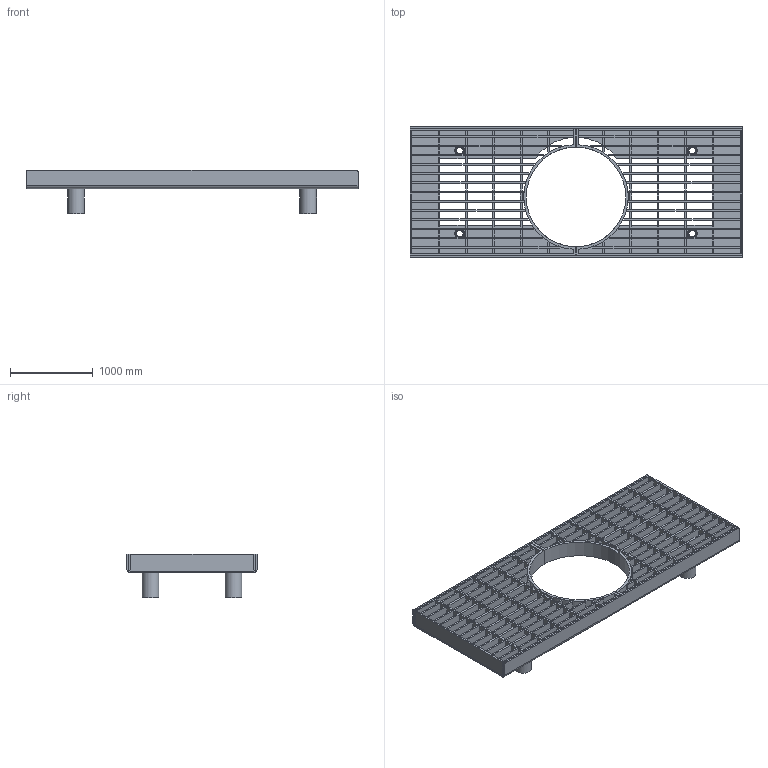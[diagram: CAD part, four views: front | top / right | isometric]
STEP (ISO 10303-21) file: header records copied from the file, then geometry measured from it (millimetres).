
FILE_DESCRIPTION(/* description */ (''),/* implementation_level */ '2;1');
FILE_NAME(/* name */ '60401.100X_3D.stp',/* time_stamp */ '2024-12-11T08:38:53+01:00',/* author */ ('CAD'),/* organization */ (''),/* preprocessor_version */ 'ST-DEVELOPER v20',/* originating_system */ 'AutoCAD Mechanical',/* authorisation */ '');
FILE_SCHEMA (('AUTOMOTIVE_DESIGN { 1 0 10303 214 3 1 1 }'));
Length unit declared in the file: centimetre
Products named in the file (3): Product; *S0; 60492.100XA
Assembly tree (2 placements, depth 2):
  Product
    *S0
    60492.100XA
Bounding box: 4000 x 1570 x 520 mm (x, y, z)
Volume: 319866723.8 mm3; surface area: 33475240.7 mm2
Topology: 51 solids, 51 shells, 898 faces, 2272 edges, 1476 vertices
Faces by surface type: plane 744, cone 120, cylinder 34
Full cylindrical faces by diameter (mm): 120 x4, 200 x4
Entity records: 26506 total; most frequent: CARTESIAN_POINT 4651, ORIENTED_EDGE 4544, DIRECTION 4270, EDGE_CURVE 2272, LINE 2080, VECTOR 2080, VERTEX_POINT 1476, AXIS2_PLACEMENT_3D 1095
